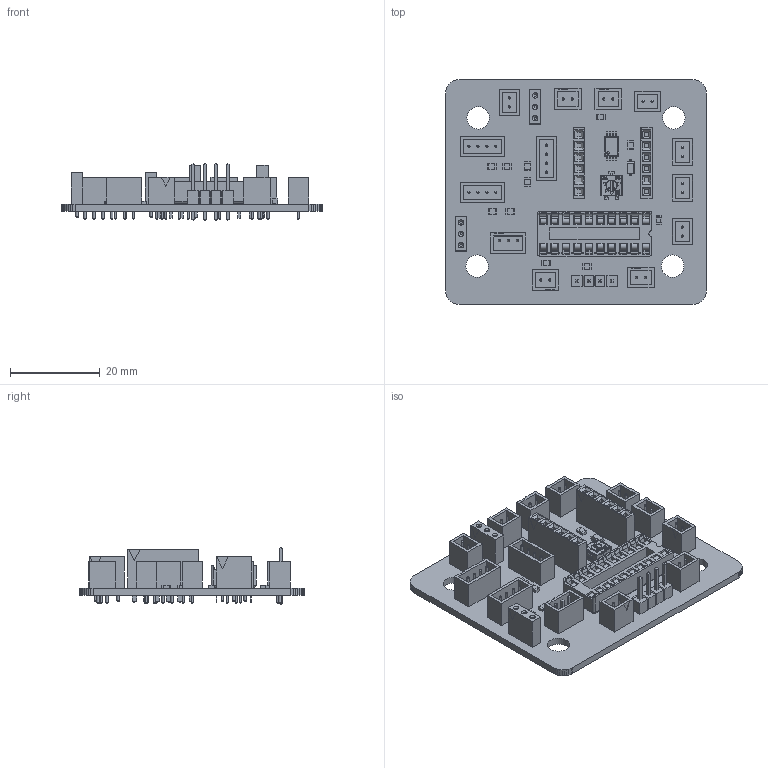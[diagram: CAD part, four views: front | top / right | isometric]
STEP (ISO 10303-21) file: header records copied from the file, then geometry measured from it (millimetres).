
FILE_DESCRIPTION(('Open CASCADE Model'),'2;1');
FILE_NAME('Open CASCADE Shape Model','2024-04-23T21:45:38',('Author'),( 'Open CASCADE'),'Open CASCADE STEP processor 7.5','Open CASCADE 7.5' ,'Unknown');
FILE_SCHEMA(('AUTOMOTIVE_DESIGN { 1 0 10303 214 1 1 1 1 }'));
Length unit declared in the file: millimetre
Products named in the file (95): PCB; Board; Open CASCADE STEP translator 7.5 310.1.1; IC1; 6221480992; Body; PinsArrayLR; R9; 6221483472; Z1; 6221484352; FilletPinL; FilletPinR; R11; 6221489232; term1; term2; body; R10; 6221485152; J14; 6221493472; LeadsArray; J9; J1; 6221489712; R1; 6221491552; J5; 6221486192; R5; J10; J13; J7; 6221487312; J12; 6221480032; J2; J19; 6221487472 ...
Assembly tree (108 placements, depth 4):
  PCB
    Board
      Open CASCADE STEP translator 7.5 310.1.1
    IC1
      6221480992
        Body
        PinsArrayLR
    R9
      6221483472
    Z1
      6221484352
        Body
        FilletPinL
        FilletPinR
    R11
      6221489232
        term1
        term2
        body
    R10
      6221485152
        term1
        term2
        body
    J14
      6221493472
        Body
        LeadsArray
    J9
      6221493472
        Body
        LeadsArray
    J1
      6221489712
        Body
        LeadsArray
    R1
      6221491552
        term1
        term2
        body
    J5
      6221486192
        Body
        LeadsArray
    R5
      6221491552
        term1
        term2
        body
    J10
      6221493472
        Body
        LeadsArray
    J13
      6221493472
        Body
        LeadsArray
    J7
      6221487312
Bounding box: 58 x 50 x 12.57 mm (x, y, z)
Volume: 7859.9 mm3; surface area: 14181 mm2
Topology: 121 solids, 122 shells, 2325 faces, 5656 edges, 3614 vertices
Faces by surface type: plane 1927, cylinder 299, cone 83, sphere 12, torus 4
Full cylindrical faces by diameter (mm): 0.5 x30, 0.55 x1, 0.6 x12, 0.9 x33, 1.15 x42, 5 x4
Entity records: 60242 total; most frequent: CARTESIAN_POINT 10612, ORIENTED_EDGE 9650, DIRECTION 9344, EDGE_CURVE 4825, LINE 4068, VECTOR 4068, VERTEX_POINT 3093, AXIS2_PLACEMENT_3D 2638
